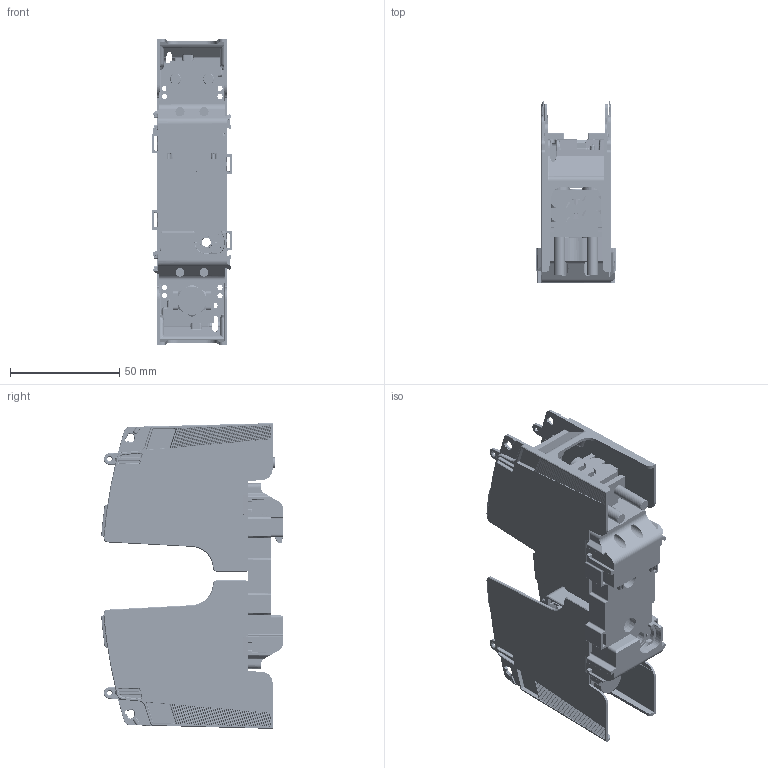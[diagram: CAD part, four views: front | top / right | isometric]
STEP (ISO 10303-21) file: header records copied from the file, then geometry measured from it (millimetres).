
FILE_DESCRIPTION((''),'2;1');
FILE_NAME('004121300_PT00_M8-M8_1P_ASM','2023-10-24T14:48:58',('klemen.sitar'),('Audax d.o.o.'),'CREO PARAMETRIC BY PTC INC, 2021304','CREO PARAMETRIC BY PTC INC, 2021304','');
FILE_SCHEMA(('AP242_MANAGED_MODEL_BASED_3D_ENGINEERING_MIM_LF { 1 0 10303 442 1 1 4 }'));
Products named in the file (29): PRT0002; ASM9802_ASM_1_ASM; 004129020_PZP_PT_00-1_ASM; PLASTIC_ASM; BASE_V2_1_1_2_1_1_1_1_2_3_4; ETI_LOGO_9_9X5_78MM_1_1_2_3_4_1; ETI_LOGO_9_9X5_78MM_1_1_2_3_4_2; ETI_LOGO_9_9X5_78MM_1_1_2_3_4_3; ETI_LOGO_9_9X5_78MM_1_1_2_3_4_ASM; 0000046520_1_1_1_1_1_2_1_1; 0000046559_1_1_1_1_1_2_1_1; 0000031029_1_1_1_1_1_2_1_1; 0000031031_1_1_1_1_1_2_1_1; 0000031032_1_1_1_1_1_2_1_1; 0000031030_1_1_1_1_1_2_1_1; 0000031008_AF0_1_1_1_1_1_1_1; 0000046567_1_1_2_3_1_1_2_1_1_1; 0000046566_1_1_2_3_1_1_2_1_1_1; 0000046594_1_1_1_1_2_1_1_1; 0000046581_1_1_2_3_1_1_2_1_1_1; 0000046592_1_1_1_1_2_1_1_1; 0000046519_1_1_2_3_4_1_1_1_1; 0000046559_1_1_2_3_4_5_6_1_1_1_; 0000031008_AF0_1_1_2_3_4_5_6__1; ASM0032_ASM_1_ASM_1_ASM; 004121304_PT00_M8-2P00_1P_ASM_1_ASM; 004121300_PT00_M8-M8_1P_ASM_1_2_ASM; ASM0003_ASM; 004121300_PT00_M8-M8_1P_ASM
Assembly tree (34 placements, depth 6):
  004121300_PT00_M8-M8_1P_ASM
    PLASTIC_ASM
      PRT0002  x2
      004129020_PZP_PT_00-1_ASM
        ASM9802_ASM_1_ASM
    ASM0003_ASM
      004121300_PT00_M8-M8_1P_ASM_1_2_ASM
        BASE_V2_1_1_2_1_1_1_1_2_3_4
        ETI_LOGO_9_9X5_78MM_1_1_2_3_4_ASM
          ETI_LOGO_9_9X5_78MM_1_1_2_3_4_1
          ETI_LOGO_9_9X5_78MM_1_1_2_3_4_2
          ETI_LOGO_9_9X5_78MM_1_1_2_3_4_3
        004121304_PT00_M8-2P00_1P_ASM_1_ASM
          ASM0032_ASM_1_ASM_1_ASM
            0000046520_1_1_1_1_1_2_1_1
            0000046559_1_1_1_1_1_2_1_1  x2
            0000031029_1_1_1_1_1_2_1_1
            0000031031_1_1_1_1_1_2_1_1
            0000031032_1_1_1_1_1_2_1_1
            0000031030_1_1_1_1_1_2_1_1
            0000031008_AF0_1_1_1_1_1_1_1
            0000046567_1_1_2_3_1_1_2_1_1_1  x2
            0000046566_1_1_2_3_1_1_2_1_1_1
            0000046594_1_1_1_1_2_1_1_1
            0000046581_1_1_2_3_1_1_2_1_1_1  x2
            0000046592_1_1_1_1_2_1_1_1  x2
            0000046519_1_1_2_3_4_1_1_1_1
            0000046559_1_1_2_3_4_5_6_1_1_1_  x2
            0000031008_AF0_1_1_2_3_4_5_6__1
Bounding box: 37 x 83.14 x 139.97 mm (x, y, z)
Volume: 49303.5 mm3; surface area: 85121.6 mm2
Topology: 24 solids, 54 shells, 5779 faces, 15022 edges, 9168 vertices
Faces by surface type: cylinder 2031, plane 1908, bspline 924, torus 463, cone 302, sphere 124, extrusion 26, revolution 1
Entity records: 193309 total; most frequent: CARTESIAN_POINT 62103, ORIENTED_EDGE 19138, DIRECTION 15773, EDGE_CURVE 9590, PRESENTATION_STYLE_ASSIGNMENT 9376, STYLED_ITEM 9376, VERTEX_POINT 5917, CURVE_STYLE 5908
